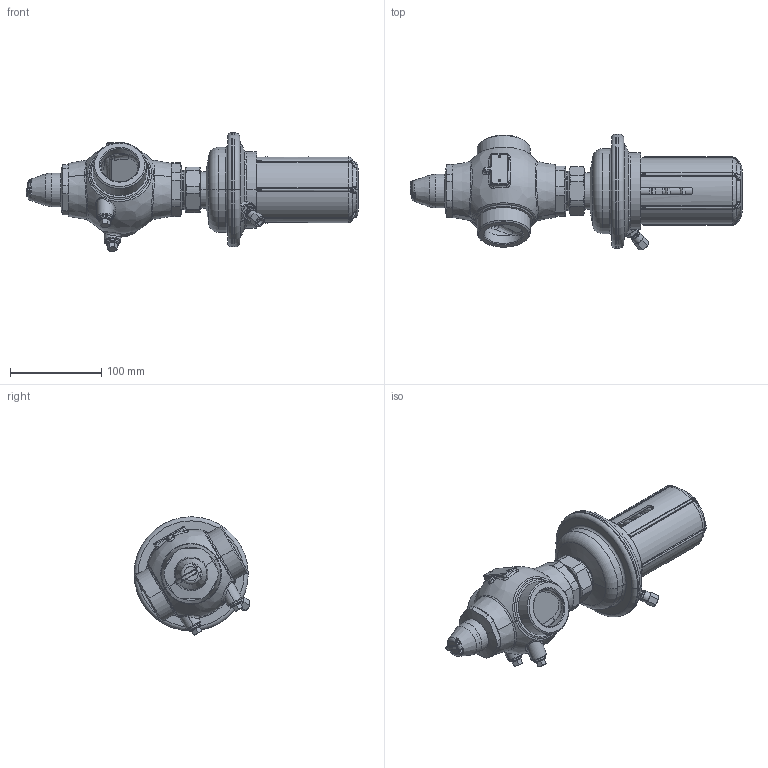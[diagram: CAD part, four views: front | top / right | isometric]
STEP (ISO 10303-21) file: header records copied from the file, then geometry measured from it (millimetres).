
FILE_DESCRIPTION((''),'2;1');
FILE_NAME('003H6450','2015-03-06T',('u317927'),('Danfoss'),'PRO/ENGINEER BY PARAMETRIC TECHNOLOGY CORPORATION, 2014000','PRO/ENGINEER BY PARAMETRIC TECHNOLOGY CORPORATION, 2014000','');
FILE_SCHEMA(('CONFIG_CONTROL_DESIGN'));
Products named in the file (1): 003H6450
Bounding box: 363.87 x 127.07 x 129.91 mm (x, y, z)
Volume: 727612.4 mm3; surface area: 276810.8 mm2
Topology: 2 solids, 2 shells, 1417 faces, 3301 edges, 1947 vertices
Faces by surface type: cylinder 345, plane 344, bspline 281, cone 217, torus 215, sphere 15
Entity records: 68431 total; most frequent: CARTESIAN_POINT 38008, ORIENTED_EDGE 6590, DIRECTION 6131, EDGE_CURVE 3295, AXIS2_PLACEMENT_3D 2625, VERTEX_POINT 1947, EDGE_LOOP 1524, CIRCLE 1489
